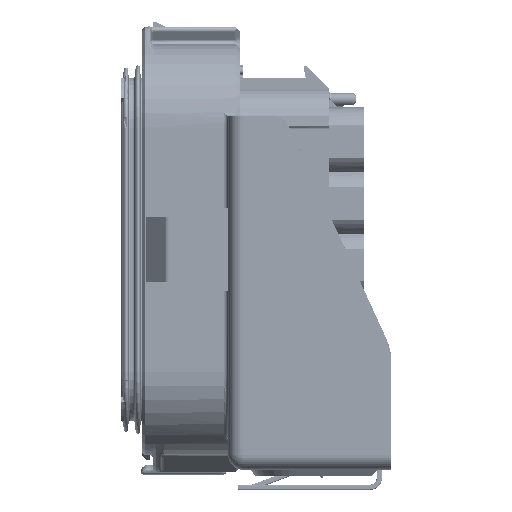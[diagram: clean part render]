
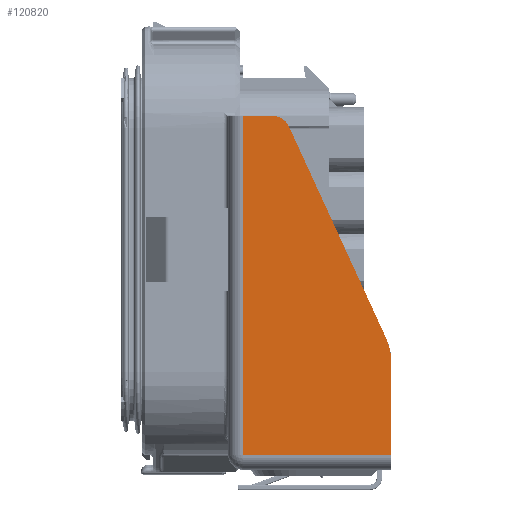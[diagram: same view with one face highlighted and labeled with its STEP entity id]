
A CAD part, left-side view. The second image highlights one B-rep face of the part: STEP entity #120820.
In plain terms, the highlighted planar face has unit normal (-1, 0, 0).
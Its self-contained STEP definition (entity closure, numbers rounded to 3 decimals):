
#2501=DIRECTION('',(0.,0.,1.));
#2502=VECTOR('',#2501,57.05);
#2503=CARTESIAN_POINT('',(-81.5,-11.,-34.55));
#2504=LINE('',#2503,#2502);
#2505=CARTESIAN_POINT('',(-81.5,-16.,19.5));
#2506=DIRECTION('',(1.,0.,0.));
#2507=DIRECTION('',(0.,0.,1.));
#2508=AXIS2_PLACEMENT_3D('',#2505,#2506,#2507);
#2510=DIRECTION('',(0.,-0.417,-0.909));
#2511=VECTOR('',#2510,39.206);
#2512=CARTESIAN_POINT('',(-81.5,-18.726,20.752));
#2513=LINE('',#2512,#2511);
#2514=CARTESIAN_POINT('',(-81.5,-26.,-19.05));
#2515=DIRECTION('',(1.,0.,0.));
#2516=DIRECTION('',(0.,-0.909,0.417));
#2517=AXIS2_PLACEMENT_3D('',#2514,#2515,#2516);
#2519=DIRECTION('',(0.,-1.,0.));
#2520=VECTOR('',#2519,25.);
#2521=CARTESIAN_POINT('',(-81.5,-11.,-34.55));
#2522=LINE('',#2521,#2520);
#2528=DIRECTION('',(0.,1.,0.));
#2529=VECTOR('',#2528,5.);
#2530=CARTESIAN_POINT('',(-81.5,-16.,22.5));
#2531=LINE('',#2530,#2529);
#2578=DIRECTION('',(0.,0.,1.));
#2579=VECTOR('',#2578,15.5);
#2580=CARTESIAN_POINT('',(-81.5,-36.,-34.55));
#2581=LINE('',#2580,#2579);
#98394=CARTESIAN_POINT('',(-81.5,-18.726,20.752));
#98395=CARTESIAN_POINT('',(-81.5,-35.088,-14.877));
#98396=VERTEX_POINT('',#98394);
#98397=VERTEX_POINT('',#98395);
#98398=CARTESIAN_POINT('',(-81.5,-16.,22.5));
#98399=VERTEX_POINT('',#98398);
#98400=CARTESIAN_POINT('',(-81.5,-36.,-19.05));
#98401=VERTEX_POINT('',#98400);
#98408=CARTESIAN_POINT('',(-81.5,-36.,-34.55));
#98410=VERTEX_POINT('',#98408);
#98415=CARTESIAN_POINT('',(-81.5,-11.,22.5));
#98417=VERTEX_POINT('',#98415);
#98418=CARTESIAN_POINT('',(-81.5,-11.,-34.55));
#98419=VERTEX_POINT('',#98418);
#120800=CARTESIAN_POINT('',(-81.5,-36.,-37.05));
#120801=DIRECTION('',(1.,0.,0.));
#120802=DIRECTION('',(0.,0.,1.));
#120803=AXIS2_PLACEMENT_3D('',#120800,#120801,#120802);
#120804=PLANE('',#120803);
#120806=ORIENTED_EDGE('',*,*,#120805,.T.);
#120808=ORIENTED_EDGE('',*,*,#120807,.F.);
#120810=ORIENTED_EDGE('',*,*,#120809,.T.);
#120812=ORIENTED_EDGE('',*,*,#120811,.T.);
#120814=ORIENTED_EDGE('',*,*,#120813,.T.);
#120816=ORIENTED_EDGE('',*,*,#120815,.F.);
#120817=ORIENTED_EDGE('',*,*,#120791,.F.);
#120818=EDGE_LOOP('',(#120806,#120808,#120810,#120812,#120814,#120816,#120817));
#120819=FACE_OUTER_BOUND('',#120818,.F.);
#120820=ADVANCED_FACE('',(#120819),#120804,.F.);
#2509=CIRCLE('',#2508,3.);
#2518=CIRCLE('',#2517,10.);
#120791=EDGE_CURVE('',#98419,#98410,#2522,.T.);
#120805=EDGE_CURVE('',#98419,#98417,#2504,.T.);
#120807=EDGE_CURVE('',#98399,#98417,#2531,.T.);
#120809=EDGE_CURVE('',#98399,#98396,#2509,.T.);
#120811=EDGE_CURVE('',#98396,#98397,#2513,.T.);
#120813=EDGE_CURVE('',#98397,#98401,#2518,.T.);
#120815=EDGE_CURVE('',#98410,#98401,#2581,.T.);
